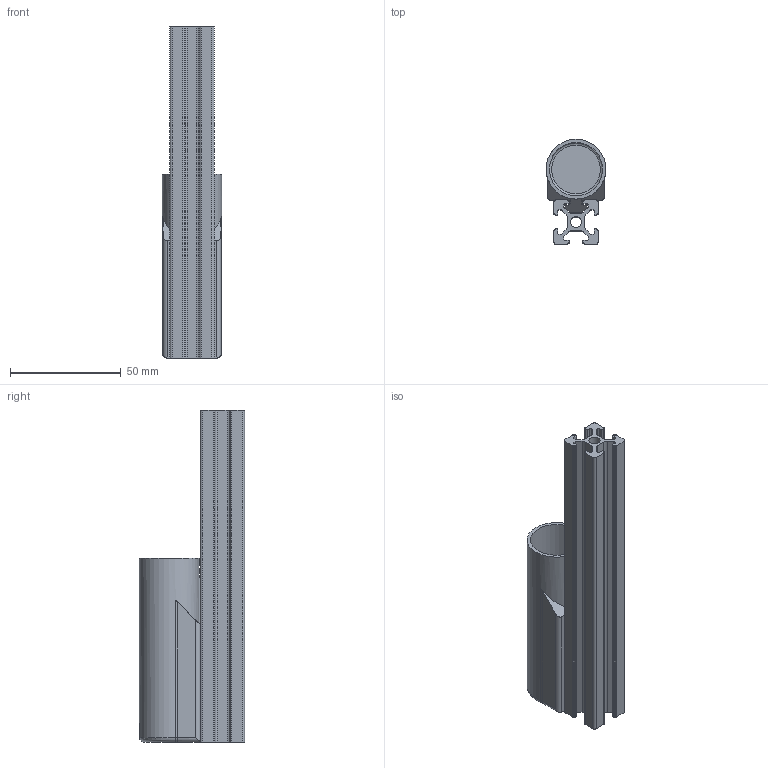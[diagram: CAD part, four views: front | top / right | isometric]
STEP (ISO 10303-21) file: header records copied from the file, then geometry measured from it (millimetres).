
FILE_DESCRIPTION(/* description */ (''),/* implementation_level */ '2;1');
FILE_NAME(/* name */ 'weight-holder.step',/* time_stamp */ '2019-05-07T08:06:35-04:00',/* author */ ('Adafruit'),/* organization */ (''),/* preprocessor_version */ 'ST-DEVELOPER v18',/* originating_system */ 'Autodesk Translation Framework v8.2.0.1029',/* authorisation */ '');
FILE_SCHEMA (('AUTOMOTIVE_DESIGN { 1 0 10303 214 3 1 1 }'));
Length unit declared in the file: millimetre
Products named in the file (3): bearing holder; holder; 2020x305mm aluminum extrusion v1
Assembly tree (2 placements, depth 2):
  bearing holder
    holder
    2020x305mm aluminum extrusion v1
Bounding box: 27 x 47.5 x 150 mm (x, y, z)
Volume: 43321.7 mm3; surface area: 40959 mm2
Topology: 2 solids, 2 shells, 143 faces, 411 edges, 273 vertices
Faces by surface type: cylinder 74, plane 65, torus 4
Full cylindrical faces by diameter (mm): 3.4 x1, 5 x1, 24 x1, 27 x1
Entity records: 4907 total; most frequent: CARTESIAN_POINT 899, DIRECTION 862, ORIENTED_EDGE 822, EDGE_CURVE 411, AXIS2_PLACEMENT_3D 306, VERTEX_POINT 273, LINE 250, VECTOR 250
